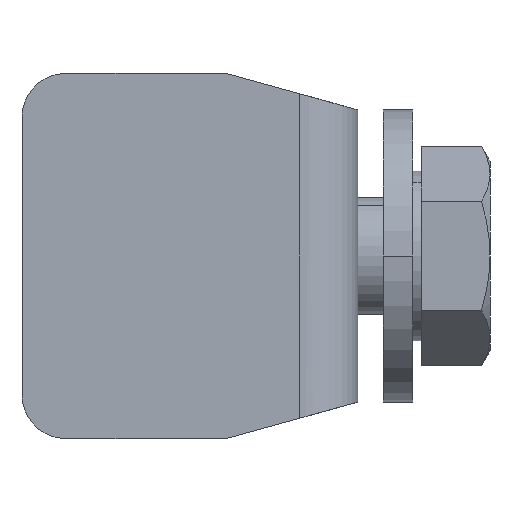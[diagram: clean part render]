
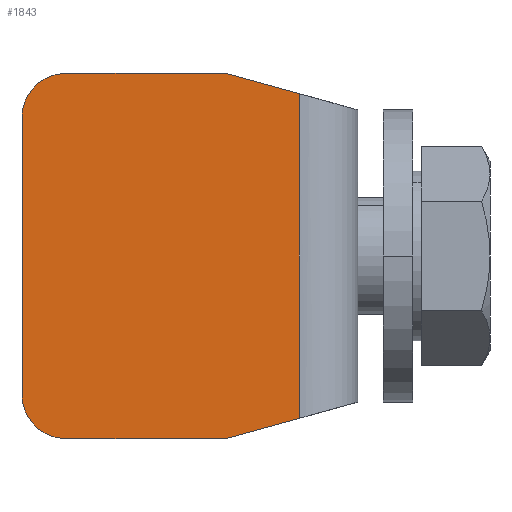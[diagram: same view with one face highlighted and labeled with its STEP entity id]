
A CAD part, left-side view. The second image highlights one B-rep face of the part: STEP entity #1843.
In plain terms, the highlighted planar face has unit normal (-1, 0, 0).
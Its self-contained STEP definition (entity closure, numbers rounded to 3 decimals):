
#142 = CARTESIAN_POINT ( 'NONE',  ( -9., 10.497, 16.11 ) ) ;
#260 = CARTESIAN_POINT ( 'NONE',  ( -9., -2.5, -12.5 ) ) ;
#298 = VECTOR ( 'NONE', #373, 1000. ) ;
#353 = VERTEX_POINT ( 'NONE', #1705 ) ;
#373 = DIRECTION ( 'NONE',  ( 0., -0.964, -0.268 ) ) ;
#381 = DIRECTION ( 'NONE',  ( 1., 0., 0. ) ) ;
#399 = VECTOR ( 'NONE', #1010, 1000. ) ;
#461 = LINE ( 'NONE', #1384, #966 ) ;
#469 = CARTESIAN_POINT ( 'NONE',  ( -9., 8.5, 9.5 ) ) ;
#529 = VERTEX_POINT ( 'NONE', #2413 ) ;
#577 = CARTESIAN_POINT ( 'NONE',  ( -9., 4.05, -14.319 ) ) ;
#602 = EDGE_CURVE ( 'NONE', #529, #353, #1810, .T. ) ;
#632 = ORIENTED_EDGE ( 'NONE', *, *, #2769, .T. ) ;
#649 = VERTEX_POINT ( 'NONE', #1268 ) ;
#659 = ORIENTED_EDGE ( 'NONE', *, *, #2813, .F. ) ;
#667 = CARTESIAN_POINT ( 'NONE',  ( -9., 11.5, -12.5 ) ) ;
#705 = DIRECTION ( 'NONE',  ( 0., 1., 0. ) ) ;
#731 = VERTEX_POINT ( 'NONE', #1896 ) ;
#754 = CARTESIAN_POINT ( 'NONE',  ( -9., 11.5, 12.5 ) ) ;
#794 = VERTEX_POINT ( 'NONE', #2139 ) ;
#894 = ORIENTED_EDGE ( 'NONE', *, *, #2777, .F. ) ;
#952 = AXIS2_PLACEMENT_3D ( 'NONE', #754, #2403, #983 ) ;
#966 = VECTOR ( 'NONE', #2342, 1000. ) ;
#975 = PLANE ( 'NONE',  #952 ) ;
#983 = DIRECTION ( 'NONE',  ( 0., 1., 0. ) ) ;
#1010 = DIRECTION ( 'NONE',  ( 0., 0., -1. ) ) ;
#1019 = ORIENTED_EDGE ( 'NONE', *, *, #602, .T. ) ;
#1030 = DIRECTION ( 'NONE',  ( 0., 0.964, -0.268 ) ) ;
#1111 = VERTEX_POINT ( 'NONE', #1806 ) ;
#1268 = CARTESIAN_POINT ( 'NONE',  ( -9., -2.5, 12.5 ) ) ;
#1384 = CARTESIAN_POINT ( 'NONE',  ( -9., 11.5, 12.5 ) ) ;
#1416 = FACE_OUTER_BOUND ( 'NONE', #2731, .T. ) ;
#1429 = LINE ( 'NONE', #577, #2056 ) ;
#1445 = VERTEX_POINT ( 'NONE', #260 ) ;
#1532 = AXIS2_PLACEMENT_3D ( 'NONE', #1775, #381, #2013 ) ;
#1610 = EDGE_CURVE ( 'NONE', #529, #794, #1840, .T. ) ;
#1660 = CARTESIAN_POINT ( 'NONE',  ( -9., -7.5, -11.111 ) ) ;
#1675 = ORIENTED_EDGE ( 'NONE', *, *, #2909, .T. ) ;
#1705 = CARTESIAN_POINT ( 'NONE',  ( -9., 11.5, -9.5 ) ) ;
#1722 = CARTESIAN_POINT ( 'NONE',  ( -9., -7.5, 12.5 ) ) ;
#1759 = LINE ( 'NONE', #667, #2860 ) ;
#1775 = CARTESIAN_POINT ( 'NONE',  ( -9., 8.5, -9.5 ) ) ;
#1794 = EDGE_CURVE ( 'NONE', #794, #649, #461, .T. ) ;
#1806 = CARTESIAN_POINT ( 'NONE',  ( -9., -7.5, 11.111 ) ) ;
#1810 = LINE ( 'NONE', #2402, #399 ) ;
#1840 = CIRCLE ( 'NONE', #2340, 3. ) ;
#1843 = ADVANCED_FACE ( 'NONE', ( #1416 ), #975, .F. ) ;
#1896 = CARTESIAN_POINT ( 'NONE',  ( -9., 8.5, -12.5 ) ) ;
#1935 = ORIENTED_EDGE ( 'NONE', *, *, #1610, .F. ) ;
#2013 = DIRECTION ( 'NONE',  ( 0., 1., 0. ) ) ;
#2056 = VECTOR ( 'NONE', #1030, 1000. ) ;
#2080 = LINE ( 'NONE', #142, #298 ) ;
#2102 = DIRECTION ( 'NONE',  ( 1., 0., 0. ) ) ;
#2139 = CARTESIAN_POINT ( 'NONE',  ( -9., 8.5, 12.5 ) ) ;
#2340 = AXIS2_PLACEMENT_3D ( 'NONE', #469, #2102, #705 ) ;
#2342 = DIRECTION ( 'NONE',  ( 0., -1., 0. ) ) ;
#2402 = CARTESIAN_POINT ( 'NONE',  ( -9., 11.5, 12.5 ) ) ;
#2403 = DIRECTION ( 'NONE',  ( 1., 0., 0. ) ) ;
#2407 = DIRECTION ( 'NONE',  ( 0., 0., 1. ) ) ;
#2413 = CARTESIAN_POINT ( 'NONE',  ( -9., 11.5, 9.5 ) ) ;
#2419 = ORIENTED_EDGE ( 'NONE', *, *, #1794, .F. ) ;
#2428 = EDGE_CURVE ( 'NONE', #731, #353, #2496, .T. ) ;
#2496 = CIRCLE ( 'NONE', #1532, 3. ) ;
#2573 = VERTEX_POINT ( 'NONE', #1660 ) ;
#2665 = VECTOR ( 'NONE', #2407, 1000. ) ;
#2701 = ORIENTED_EDGE ( 'NONE', *, *, #2428, .F. ) ;
#2731 = EDGE_LOOP ( 'NONE', ( #894, #632, #659, #2419, #1935, #1019, #2701, #1675 ) ) ;
#2748 = LINE ( 'NONE', #1722, #2665 ) ;
#2766 = DIRECTION ( 'NONE',  ( 0., -1., 0. ) ) ;
#2769 = EDGE_CURVE ( 'NONE', #2573, #1111, #2748, .T. ) ;
#2777 = EDGE_CURVE ( 'NONE', #2573, #1445, #1429, .T. ) ;
#2813 = EDGE_CURVE ( 'NONE', #649, #1111, #2080, .T. ) ;
#2860 = VECTOR ( 'NONE', #2766, 1000. ) ;
#2909 = EDGE_CURVE ( 'NONE', #731, #1445, #1759, .T. ) ;
